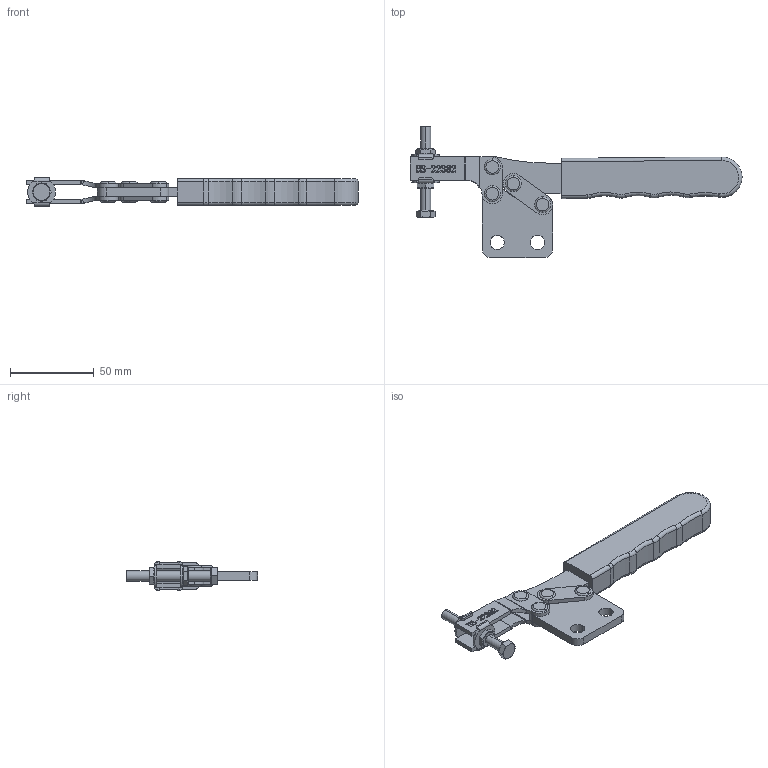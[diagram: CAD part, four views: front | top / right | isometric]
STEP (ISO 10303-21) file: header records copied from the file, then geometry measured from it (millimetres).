
FILE_DESCRIPTION (( 'STEP AP203' ), '1' );
FILE_NAME ('HS-22382 .STEP', '2019-08-06T06:07:02', ( '微软用户' ), ( '微软中国' ), 'SwSTEP 2.0', 'SolidWorks 2012', '' );
FILE_SCHEMA (( 'CONFIG_CONTROL_DESIGN' ));
Length unit declared in the file: millimetre
Products named in the file (11): HS-22382 ; hex thin nuts-grades ab-chamfered gb_GB_FASTENER_NUT_STNAB M6-N; hexagon head bolts-full thread gb_GB_FASTENER_BOLT_STBAB A M6X50-N; 揤參酘; 揤參衵; 种; 忒梟; 忒參; 蟀裝; 菜; 眻菁釱
Assembly tree (16 placements, depth 2):
  HS-22382 
    眻菁釱
    菜  x2
    蟀裝  x2
    忒參
    忒梟
    种  x4
    揤參衵
    揤參酘
    hexagon head bolts-full thread gb_GB_FASTENER_BOLT_STBAB A M6X50-N
    hex thin nuts-grades ab-chamfered gb_GB_FASTENER_NUT_STNAB M6-N  x2
Bounding box: 197.85 x 78.15 x 17.04 mm (x, y, z)
Volume: 60251.2 mm3; surface area: 26527.7 mm2
Topology: 16 solids, 16 shells, 679 faces, 1731 edges, 1118 vertices
Faces by surface type: plane 334, bspline 169, cylinder 116, torus 34, cone 26
Entity records: 27100 total; most frequent: CARTESIAN_POINT 12290, ORIENTED_EDGE 3066, DIRECTION 2287, EDGE_CURVE 1533, VERTEX_POINT 994, LINE 913, VECTOR 913, AXIS2_PLACEMENT_3D 687
